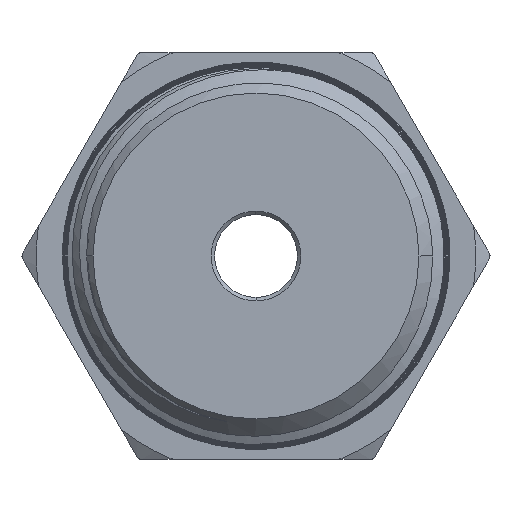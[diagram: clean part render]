
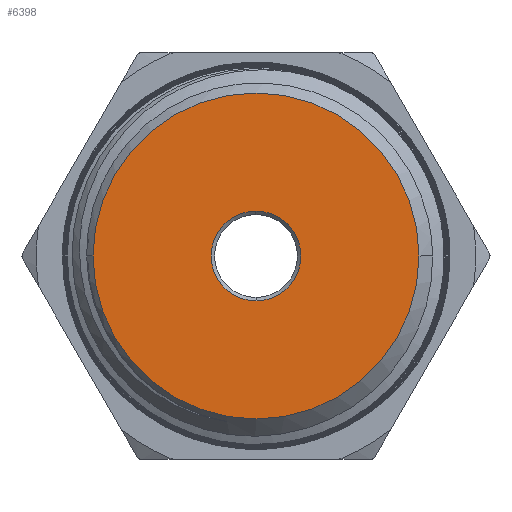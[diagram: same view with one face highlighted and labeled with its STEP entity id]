
A CAD part, left-side view. The second image highlights one B-rep face of the part: STEP entity #6398.
In plain terms, the highlighted planar face has unit normal (-1, 0, 0).
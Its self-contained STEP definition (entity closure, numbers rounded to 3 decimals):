
#2128=CARTESIAN_POINT('',(-24.65,0.,0.));
#2129=DIRECTION('',(-1.,0.,0.));
#2130=DIRECTION('',(0.,1.,0.));
#2131=AXIS2_PLACEMENT_3D('',#2128,#2129,#2130);
#2133=CARTESIAN_POINT('',(-24.65,0.,0.));
#2134=DIRECTION('',(-1.,0.,0.));
#2135=DIRECTION('',(0.,-1.,0.));
#2136=AXIS2_PLACEMENT_3D('',#2133,#2134,#2135);
#2138=CARTESIAN_POINT('',(-24.65,0.,0.));
#2139=DIRECTION('',(1.,0.,0.));
#2140=DIRECTION('',(0.,0.,-1.));
#2141=AXIS2_PLACEMENT_3D('',#2138,#2139,#2140);
#2143=CARTESIAN_POINT('',(-24.65,0.,0.));
#2144=DIRECTION('',(1.,0.,0.));
#2145=DIRECTION('',(0.,0.,1.));
#2146=AXIS2_PLACEMENT_3D('',#2143,#2144,#2145);
#4095=CARTESIAN_POINT('',(-24.65,0.,-3.85));
#4096=CARTESIAN_POINT('',(-24.65,0.,3.85));
#4097=VERTEX_POINT('',#4095);
#4098=VERTEX_POINT('',#4096);
#4111=CARTESIAN_POINT('',(-24.65,13.981,0.));
#4112=CARTESIAN_POINT('',(-24.65,-13.981,0.));
#4113=VERTEX_POINT('',#4111);
#4114=VERTEX_POINT('',#4112);
#6382=CARTESIAN_POINT('',(-24.65,0.,0.));
#6383=DIRECTION('',(-1.,0.,0.));
#6384=DIRECTION('',(0.,1.,0.));
#6385=AXIS2_PLACEMENT_3D('',#6382,#6383,#6384);
#6386=PLANE('',#6385);
#6388=ORIENTED_EDGE('',*,*,#6387,.F.);
#6390=ORIENTED_EDGE('',*,*,#6389,.F.);
#6391=EDGE_LOOP('',(#6388,#6390));
#6392=FACE_OUTER_BOUND('',#6391,.F.);
#6394=ORIENTED_EDGE('',*,*,#6393,.F.);
#6395=ORIENTED_EDGE('',*,*,#6372,.F.);
#6396=EDGE_LOOP('',(#6394,#6395));
#6397=FACE_BOUND('',#6396,.F.);
#2132=CIRCLE('',#2131,13.981);
#2137=CIRCLE('',#2136,13.981);
#2142=CIRCLE('',#2141,3.85);
#2147=CIRCLE('',#2146,3.85);
#6372=EDGE_CURVE('',#4098,#4097,#2147,.T.);
#6387=EDGE_CURVE('',#4113,#4114,#2132,.T.);
#6389=EDGE_CURVE('',#4114,#4113,#2137,.T.);
#6393=EDGE_CURVE('',#4097,#4098,#2142,.T.);
#6398=ADVANCED_FACE('',(#6392,#6397),#6386,.T.);
